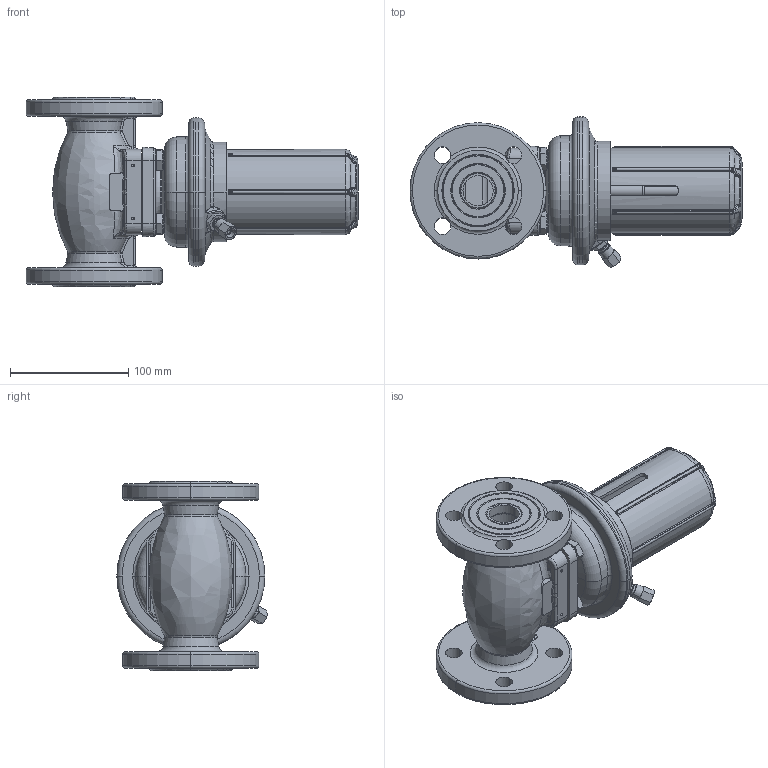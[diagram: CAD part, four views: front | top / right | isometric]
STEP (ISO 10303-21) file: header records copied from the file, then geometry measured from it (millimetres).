
FILE_DESCRIPTION((''),'2;1');
FILE_NAME('003H6371','2015-03-05T',('u317927'),('Danfoss'),'PRO/ENGINEER BY PARAMETRIC TECHNOLOGY CORPORATION, 2014000','PRO/ENGINEER BY PARAMETRIC TECHNOLOGY CORPORATION, 2014000','');
FILE_SCHEMA(('CONFIG_CONTROL_DESIGN'));
Products named in the file (1): 003H6371
Bounding box: 280.6 x 127.07 x 160 mm (x, y, z)
Volume: 892523.7 mm3; surface area: 279352.9 mm2
Topology: 1 solids, 1 shells, 1214 faces, 2891 edges, 1711 vertices
Faces by surface type: cylinder 336, plane 263, bspline 259, torus 175, cone 157, sphere 24
Entity records: 53608 total; most frequent: CARTESIAN_POINT 27176, ORIENTED_EDGE 5756, DIRECTION 5324, EDGE_CURVE 2878, AXIS2_PLACEMENT_3D 2280, VERTEX_POINT 1711, CIRCLE 1325, EDGE_LOOP 1313
